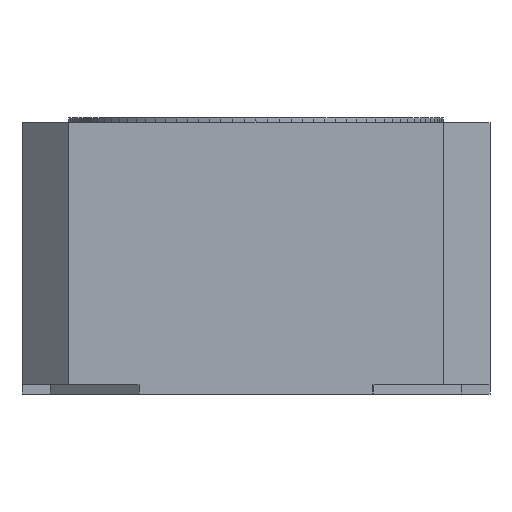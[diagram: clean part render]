
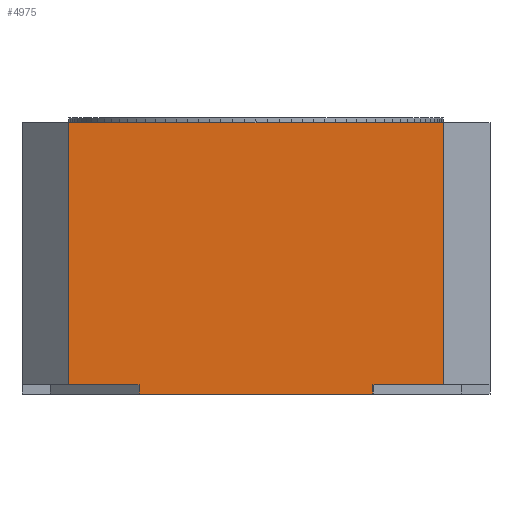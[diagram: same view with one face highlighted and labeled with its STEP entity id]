
A CAD part, front view. The second image highlights one B-rep face of the part: STEP entity #4975.
In plain terms, the highlighted planar face has unit normal (0, -1, 0).
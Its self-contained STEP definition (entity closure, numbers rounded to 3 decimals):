
#101 = VERTEX_POINT ( 'NONE', #706 ) ;
#273 = ORIENTED_EDGE ( 'NONE', *, *, #7737, .F. ) ;
#706 = CARTESIAN_POINT ( 'NONE',  ( 4.5, 0., 0. ) ) ;
#1115 = DIRECTION ( 'NONE',  ( 1., 0., 0. ) ) ;
#1276 = LINE ( 'NONE', #6910, #4519 ) ;
#1541 = ORIENTED_EDGE ( 'NONE', *, *, #4936, .F. ) ;
#1569 = LINE ( 'NONE', #5995, #2993 ) ;
#1622 = CARTESIAN_POINT ( 'NONE',  ( 0.5, 0., 2.8 ) ) ;
#1647 = VERTEX_POINT ( 'NONE', #3959 ) ;
#1701 = VERTEX_POINT ( 'NONE', #2174 ) ;
#1783 = EDGE_CURVE ( 'NONE', #1701, #4272, #4949, .T. ) ;
#1808 = ORIENTED_EDGE ( 'NONE', *, *, #4063, .F. ) ;
#2144 = VECTOR ( 'NONE', #2753, 1000. ) ;
#2174 = CARTESIAN_POINT ( 'NONE',  ( 1.25, 0., 0. ) ) ;
#2192 = CARTESIAN_POINT ( 'NONE',  ( 3.75, 0., -0.1 ) ) ;
#2260 = DIRECTION ( 'NONE',  ( 0., 0., 1. ) ) ;
#2309 = CARTESIAN_POINT ( 'NONE',  ( 4.5, 0., 2.8 ) ) ;
#2325 = LINE ( 'NONE', #7712, #3548 ) ;
#2382 = CARTESIAN_POINT ( 'NONE',  ( 1.25, 0., -0.1 ) ) ;
#2593 = LINE ( 'NONE', #4761, #4402 ) ;
#2753 = DIRECTION ( 'NONE',  ( -1., 0., 0. ) ) ;
#2962 = EDGE_LOOP ( 'NONE', ( #273, #3006, #1808, #1541, #3847, #3887, #5249, #3865 ) ) ;
#2980 = DIRECTION ( 'NONE',  ( 0., 0., 1. ) ) ;
#2993 = VECTOR ( 'NONE', #6613, 1000. ) ;
#3006 = ORIENTED_EDGE ( 'NONE', *, *, #5602, .F. ) ;
#3114 = DIRECTION ( 'NONE',  ( -1., 0., 0. ) ) ;
#3255 = DIRECTION ( 'NONE',  ( 0., 0., 1. ) ) ;
#3391 = EDGE_CURVE ( 'NONE', #6320, #1647, #7002, .T. ) ;
#3548 = VECTOR ( 'NONE', #2260, 1000. ) ;
#3839 = FACE_OUTER_BOUND ( 'NONE', #2962, .T. ) ;
#3847 = ORIENTED_EDGE ( 'NONE', *, *, #3909, .F. ) ;
#3865 = ORIENTED_EDGE ( 'NONE', *, *, #3391, .F. ) ;
#3887 = ORIENTED_EDGE ( 'NONE', *, *, #1783, .F. ) ;
#3909 = EDGE_CURVE ( 'NONE', #4272, #5481, #1276, .T. ) ;
#3959 = CARTESIAN_POINT ( 'NONE',  ( 1.25, 0., -0.1 ) ) ;
#3971 = VECTOR ( 'NONE', #3114, 1000. ) ;
#4063 = EDGE_CURVE ( 'NONE', #6411, #101, #1569, .T. ) ;
#4272 = VERTEX_POINT ( 'NONE', #4340 ) ;
#4340 = CARTESIAN_POINT ( 'NONE',  ( 0.5, 0., 0. ) ) ;
#4402 = VECTOR ( 'NONE', #1115, 1000. ) ;
#4519 = VECTOR ( 'NONE', #3255, 1000. ) ;
#4570 = CARTESIAN_POINT ( 'NONE',  ( 3.75, 0., 0. ) ) ;
#4635 = AXIS2_PLACEMENT_3D ( 'NONE', #2382, #6636, #2980 ) ;
#4761 = CARTESIAN_POINT ( 'NONE',  ( 0., 0., 2.8 ) ) ;
#4828 = EDGE_CURVE ( 'NONE', #1647, #1701, #2325, .T. ) ;
#4936 = EDGE_CURVE ( 'NONE', #5481, #6411, #2593, .T. ) ;
#4949 = LINE ( 'NONE', #7101, #6372 ) ;
#4975 = ADVANCED_FACE ( 'NONE', ( #3839 ), #6580, .F. ) ;
#5249 = ORIENTED_EDGE ( 'NONE', *, *, #4828, .F. ) ;
#5279 = DIRECTION ( 'NONE',  ( -1., 0., 0. ) ) ;
#5481 = VERTEX_POINT ( 'NONE', #1622 ) ;
#5602 = EDGE_CURVE ( 'NONE', #101, #6895, #7210, .T. ) ;
#5823 = DIRECTION ( 'NONE',  ( 0., 0., -1. ) ) ;
#5976 = VECTOR ( 'NONE', #5823, 1000. ) ;
#5995 = CARTESIAN_POINT ( 'NONE',  ( 4.5, 0., -0.1 ) ) ;
#6167 = LINE ( 'NONE', #2192, #5976 ) ;
#6320 = VERTEX_POINT ( 'NONE', #7688 ) ;
#6372 = VECTOR ( 'NONE', #5279, 1000. ) ;
#6411 = VERTEX_POINT ( 'NONE', #2309 ) ;
#6580 = PLANE ( 'NONE',  #4635 ) ;
#6613 = DIRECTION ( 'NONE',  ( 0., 0., -1. ) ) ;
#6636 = DIRECTION ( 'NONE',  ( 0., 1., 0. ) ) ;
#6895 = VERTEX_POINT ( 'NONE', #4570 ) ;
#6910 = CARTESIAN_POINT ( 'NONE',  ( 0.5, 0., -0.1 ) ) ;
#7002 = LINE ( 'NONE', #7627, #2144 ) ;
#7101 = CARTESIAN_POINT ( 'NONE',  ( 1.25, 0., 0. ) ) ;
#7210 = LINE ( 'NONE', #7386, #3971 ) ;
#7386 = CARTESIAN_POINT ( 'NONE',  ( 1.25, 0., 0. ) ) ;
#7627 = CARTESIAN_POINT ( 'NONE',  ( 1.25, 0., -0.1 ) ) ;
#7688 = CARTESIAN_POINT ( 'NONE',  ( 3.75, 0., -0.1 ) ) ;
#7712 = CARTESIAN_POINT ( 'NONE',  ( 1.25, 0., -0.1 ) ) ;
#7737 = EDGE_CURVE ( 'NONE', #6895, #6320, #6167, .T. ) ;
